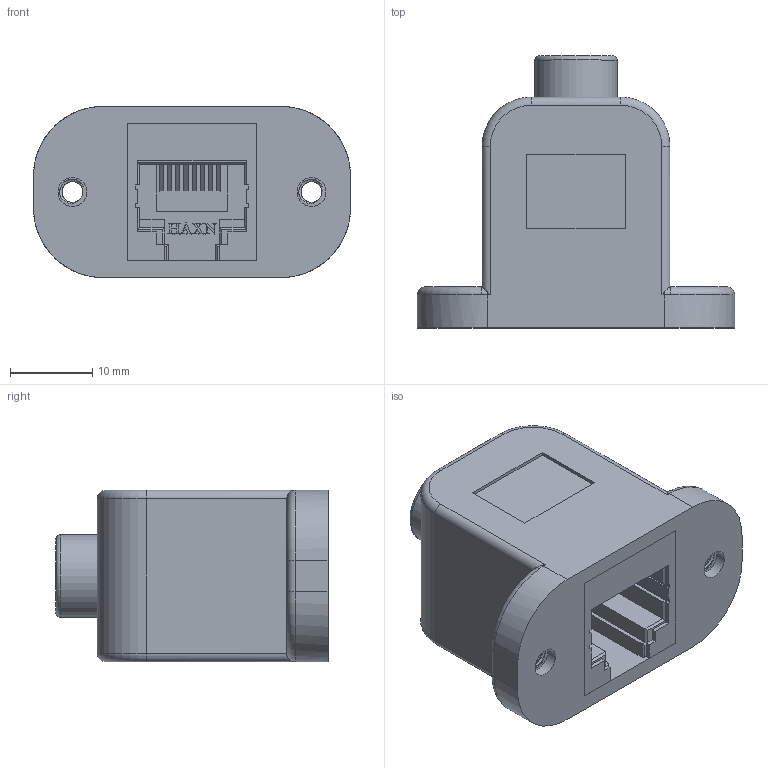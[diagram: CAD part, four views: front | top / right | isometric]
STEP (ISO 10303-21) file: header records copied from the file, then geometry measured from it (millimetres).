
FILE_DESCRIPTION(/* description */ (''),/* implementation_level */ '2;1');
FILE_NAME(/* name */ 'fd307469-47af-4643-a981-58e5eff8e597.stp',/* time_stamp */ '2018-01-14T09:17:17+00:00',/* author */ (''),/* organization */ (''),/* preprocessor_version */ 'ST-DEVELOPER v16.13',/* originating_system */ 'Autodesk Translation Framework v6.5.0.72',/* authorisation */ '');
FILE_SCHEMA (('AUTOMOTIVE_DESIGN { 1 0 10303 214 3 1 1 }'));
Length unit declared in the file: millimetre
Products named in the file (1): RJ45 Panel Mount
Bounding box: 38.5 x 33 x 20.8 mm (x, y, z)
Volume: 13027.6 mm3; surface area: 5535.2 mm2
Topology: 5 solids, 5 shells, 440 faces, 1214 edges, 797 vertices
Faces by surface type: bspline 193, plane 187, cylinder 47, torus 13
Full cylindrical faces by diameter (mm): 2.529 x8, 3.086 x10, 3.5 x4, 10 x1
Entity records: 17436 total; most frequent: CARTESIAN_POINT 7545, ORIENTED_EDGE 2428, DIRECTION 1342, EDGE_CURVE 1214, VERTEX_POINT 797, LINE 706, VECTOR 706, EDGE_LOOP 461
